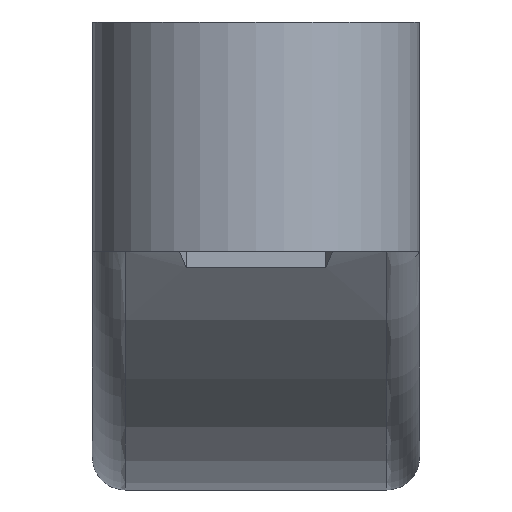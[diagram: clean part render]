
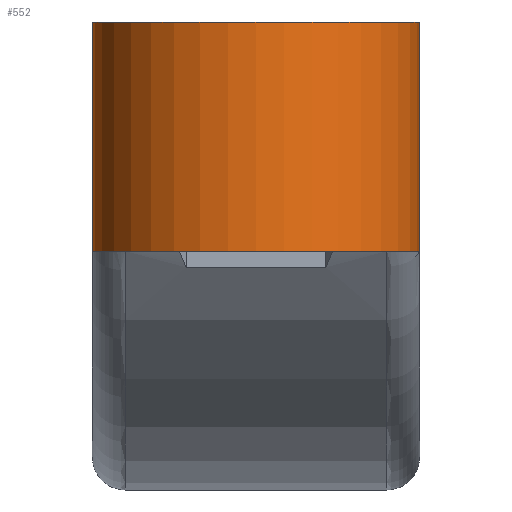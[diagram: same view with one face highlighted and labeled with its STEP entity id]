
A CAD part, front view. The second image highlights one B-rep face of the part: STEP entity #552.
In plain terms, the highlighted cylindrical face has radius 5 mm (diameter 10 mm), a partial arc.
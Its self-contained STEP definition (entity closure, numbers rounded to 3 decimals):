
#91=LINE('',#946,#147);
#97=LINE('',#962,#153);
#147=VECTOR('',#745,10.);
#153=VECTOR('',#765,10.);
#160=CYLINDRICAL_SURFACE('',#618,5.);
#186=FACE_OUTER_BOUND('',#217,.T.);
#217=EDGE_LOOP('',(#508,#509,#510,#511));
#227=CIRCLE('',#603,5.);
#232=CIRCLE('',#613,5.);
#277=VERTEX_POINT('',#918);
#278=VERTEX_POINT('',#920);
#287=VERTEX_POINT('',#945);
#288=VERTEX_POINT('',#950);
#346=EDGE_CURVE('',#278,#277,#227,.T.);
#358=EDGE_CURVE('',#287,#278,#91,.T.);
#361=EDGE_CURVE('',#287,#288,#232,.T.);
#367=EDGE_CURVE('',#288,#277,#97,.T.);
#508=ORIENTED_EDGE('',*,*,#346,.T.);
#509=ORIENTED_EDGE('',*,*,#367,.F.);
#510=ORIENTED_EDGE('',*,*,#361,.F.);
#511=ORIENTED_EDGE('',*,*,#358,.T.);
#552=ADVANCED_FACE('',(#186),#160,.T.);
#603=AXIS2_PLACEMENT_3D('',#921,#720,#721);
#613=AXIS2_PLACEMENT_3D('',#951,#750,#751);
#618=AXIS2_PLACEMENT_3D('',#961,#763,#764);
#720=DIRECTION('center_axis',(0.,0.,1.));
#721=DIRECTION('ref_axis',(-1.,0.,0.));
#745=DIRECTION('',(0.,0.,-1.));
#750=DIRECTION('center_axis',(0.,0.,1.));
#751=DIRECTION('ref_axis',(-1.,0.,0.));
#763=DIRECTION('center_axis',(0.,0.,-1.));
#764=DIRECTION('ref_axis',(-1.,0.,0.));
#765=DIRECTION('',(0.,0.,-1.));
#918=CARTESIAN_POINT('',(15.2,-17.,-24.5));
#920=CARTESIAN_POINT('',(5.2,-17.,-24.5));
#921=CARTESIAN_POINT('Origin',(10.2,-17.,-24.5));
#945=CARTESIAN_POINT('',(5.2,-17.,-17.5));
#946=CARTESIAN_POINT('',(5.2,-17.,-17.5));
#950=CARTESIAN_POINT('',(15.2,-17.,-17.5));
#951=CARTESIAN_POINT('Origin',(10.2,-17.,-17.5));
#961=CARTESIAN_POINT('Origin',(10.2,-17.,-17.5));
#962=CARTESIAN_POINT('',(15.2,-17.,-17.5));
